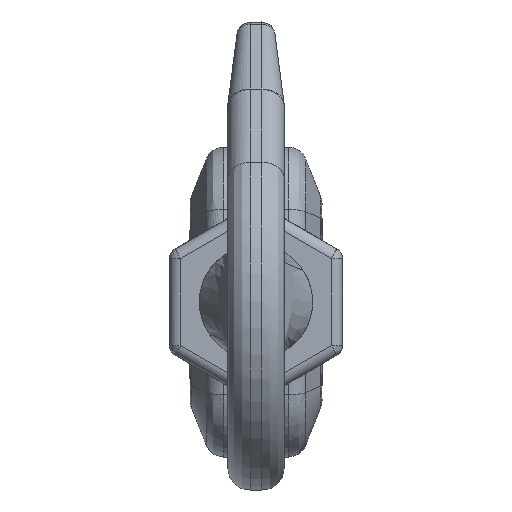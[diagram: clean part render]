
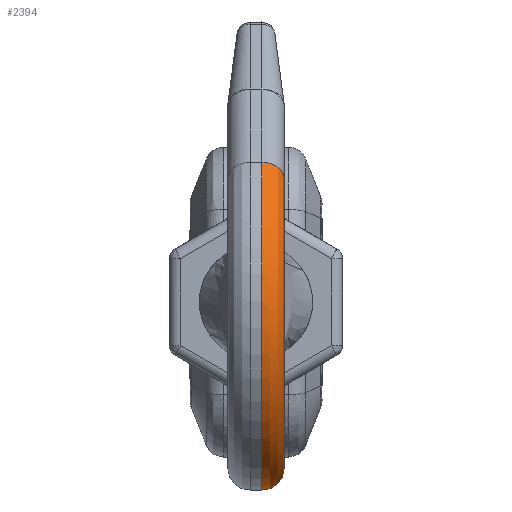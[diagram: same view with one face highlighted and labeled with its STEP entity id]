
A CAD part, left-side view. The second image highlights one B-rep face of the part: STEP entity #2394.
In plain terms, the highlighted free-form (B-spline) face has degree [2, 2] with [5, 3] control points.
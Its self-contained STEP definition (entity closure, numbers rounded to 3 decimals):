
#1936 = VERTEX_POINT('',#1937);
#1937 = CARTESIAN_POINT('',(-324.721,-2.137,
    52.687));
#1942 = EDGE_CURVE('',#1936,#1943,#1945,.T.);
#1943 = VERTEX_POINT('',#1944);
#1944 = CARTESIAN_POINT('',(-318.994,-10.683,
    46.343));
#1945 = ( BOUNDED_CURVE() B_SPLINE_CURVE(2,(#1946,#1947,#1948),
.UNSPECIFIED.,.F.,.F.) B_SPLINE_CURVE_WITH_KNOTS((3,3),(3.142,
4.712),.PIECEWISE_BEZIER_KNOTS.) CURVE() 
GEOMETRIC_REPRESENTATION_ITEM() RATIONAL_B_SPLINE_CURVE((1.,
0.707,1.)) REPRESENTATION_ITEM('') );
#1946 = CARTESIAN_POINT('',(-324.721,-2.137,
    52.687));
#1947 = CARTESIAN_POINT('',(-324.721,-10.683,
    52.687));
#1948 = CARTESIAN_POINT('',(-318.994,-10.683,
    46.343));
#2394 = ADVANCED_FACE('',(#2395),#2424,.T.);
#2395 = FACE_BOUND('',#2396,.T.);
#2396 = EDGE_LOOP('',(#2397,#2407,#2415,#2416));
#2397 = ORIENTED_EDGE('',*,*,#2398,.T.);
#2398 = EDGE_CURVE('',#2399,#2401,#2403,.T.);
#2399 = VERTEX_POINT('',#2400);
#2400 = CARTESIAN_POINT('',(-229.592,-2.137,
    -52.687));
#2401 = VERTEX_POINT('',#2402);
#2402 = CARTESIAN_POINT('',(-235.319,-10.683,
    -46.343));
#2403 = ( BOUNDED_CURVE() B_SPLINE_CURVE(2,(#2404,#2405,#2406),
.UNSPECIFIED.,.F.,.F.) B_SPLINE_CURVE_WITH_KNOTS((3,3),(3.142,
4.712),.PIECEWISE_BEZIER_KNOTS.) CURVE() 
GEOMETRIC_REPRESENTATION_ITEM() RATIONAL_B_SPLINE_CURVE((1.,
0.707,1.)) REPRESENTATION_ITEM('') );
#2404 = CARTESIAN_POINT('',(-229.592,-2.137,
    -52.687));
#2405 = CARTESIAN_POINT('',(-229.592,-10.683,
    -52.687));
#2406 = CARTESIAN_POINT('',(-235.319,-10.683,
    -46.343));
#2407 = ORIENTED_EDGE('',*,*,#2408,.T.);
#2408 = EDGE_CURVE('',#2401,#1943,#2409,.T.);
#2409 = ( BOUNDED_CURVE() B_SPLINE_CURVE(2,(#2410,#2411,#2412,#2413,
#2414),.UNSPECIFIED.,.F.,.F.) B_SPLINE_CURVE_WITH_KNOTS((3,2,3),(0.,
1.571,3.142),.PIECEWISE_BEZIER_KNOTS.) CURVE() 
GEOMETRIC_REPRESENTATION_ITEM() RATIONAL_B_SPLINE_CURVE((1.,
0.707,1.,0.707,1.)) REPRESENTATION_ITEM('') );
#2410 = CARTESIAN_POINT('',(-235.319,-10.683,
    -46.343));
#2411 = CARTESIAN_POINT('',(-281.662,-10.683,
    -88.181));
#2412 = CARTESIAN_POINT('',(-323.499,-10.683,
    -41.837));
#2413 = CARTESIAN_POINT('',(-365.337,-10.683,
    4.506));
#2414 = CARTESIAN_POINT('',(-318.994,-10.683,
    46.343));
#2415 = ORIENTED_EDGE('',*,*,#1942,.F.);
#2416 = ORIENTED_EDGE('',*,*,#2417,.F.);
#2417 = EDGE_CURVE('',#2399,#1936,#2418,.T.);
#2418 = ( BOUNDED_CURVE() B_SPLINE_CURVE(2,(#2419,#2420,#2421,#2422,
#2423),.UNSPECIFIED.,.F.,.F.) B_SPLINE_CURVE_WITH_KNOTS((3,2,3),(0.,
1.571,3.142),.PIECEWISE_BEZIER_KNOTS.) CURVE() 
GEOMETRIC_REPRESENTATION_ITEM() RATIONAL_B_SPLINE_CURVE((1.,
0.707,1.,0.707,1.)) REPRESENTATION_ITEM('') );
#2419 = CARTESIAN_POINT('',(-229.592,-2.137,
    -52.687));
#2420 = CARTESIAN_POINT('',(-282.279,-2.137,
    -100.251));
#2421 = CARTESIAN_POINT('',(-329.843,-2.137,
    -47.564));
#2422 = CARTESIAN_POINT('',(-377.407,-2.137,
    5.122));
#2423 = CARTESIAN_POINT('',(-324.721,-2.137,
    52.687));
#2424 = ( BOUNDED_SURFACE() B_SPLINE_SURFACE(2,2,(
    (#2425,#2426,#2427)
    ,(#2428,#2429,#2430)
    ,(#2431,#2432,#2433)
    ,(#2434,#2435,#2436)
    ,(#2437,#2438,#2439
)),.UNSPECIFIED.,.F.,.F.,.F.) B_SPLINE_SURFACE_WITH_KNOTS((3,2,3),(3,3),
  (2.407,3.978,5.549),(4.712,
    6.283),.PIECEWISE_BEZIER_KNOTS.) 
GEOMETRIC_REPRESENTATION_ITEM() RATIONAL_B_SPLINE_SURFACE((
    (1.,0.707,1.)
    ,(0.707,0.5,0.707)
    ,(1.,0.707,1.)
    ,(0.707,0.5,0.707)
,(1.,0.707,1.))) REPRESENTATION_ITEM('') SURFACE() );
#2425 = CARTESIAN_POINT('',(-235.319,-10.683,
    -46.343));
#2426 = CARTESIAN_POINT('',(-229.592,-10.683,
    -52.687));
#2427 = CARTESIAN_POINT('',(-229.592,-2.137,
    -52.687));
#2428 = CARTESIAN_POINT('',(-281.662,-10.683,
    -88.181));
#2429 = CARTESIAN_POINT('',(-282.279,-10.683,
    -100.251));
#2430 = CARTESIAN_POINT('',(-282.279,-2.137,
    -100.251));
#2431 = CARTESIAN_POINT('',(-323.499,-10.683,
    -41.837));
#2432 = CARTESIAN_POINT('',(-329.843,-10.683,
    -47.564));
#2433 = CARTESIAN_POINT('',(-329.843,-2.137,
    -47.564));
#2434 = CARTESIAN_POINT('',(-365.337,-10.683,
    4.506));
#2435 = CARTESIAN_POINT('',(-377.407,-10.683,
    5.122));
#2436 = CARTESIAN_POINT('',(-377.407,-2.137,
    5.122));
#2437 = CARTESIAN_POINT('',(-318.994,-10.683,
    46.343));
#2438 = CARTESIAN_POINT('',(-324.721,-10.683,
    52.687));
#2439 = CARTESIAN_POINT('',(-324.721,-2.137,
    52.687));
